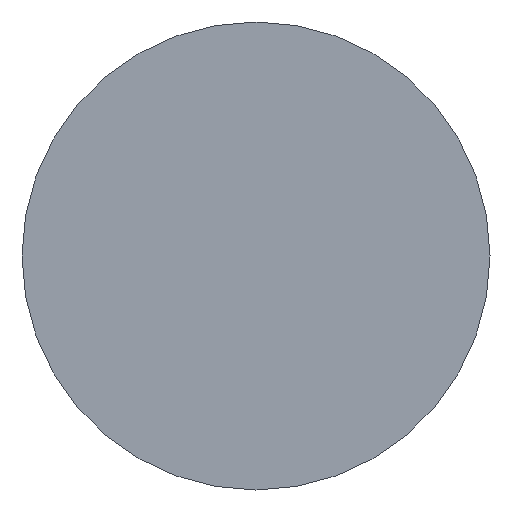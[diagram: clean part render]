
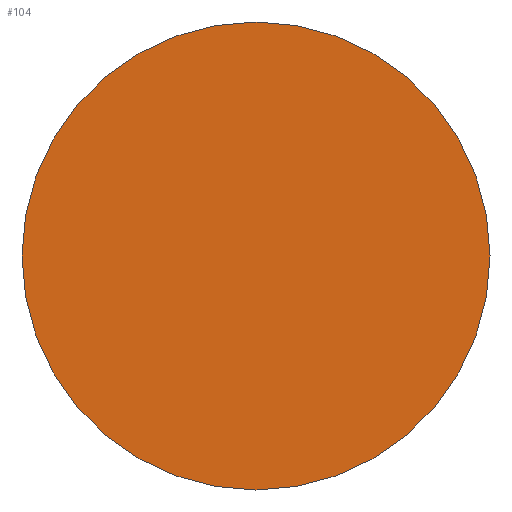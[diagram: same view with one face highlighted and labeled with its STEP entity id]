
A CAD part, left-side view. The second image highlights one B-rep face of the part: STEP entity #104.
In plain terms, the highlighted planar face has unit normal (-1, 0, 0).
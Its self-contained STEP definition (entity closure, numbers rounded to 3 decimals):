
#58 = VERTEX_POINT ( 'NONE', #3140 ) ;
#104 = ADVANCED_FACE ( 'NONE', ( #2342 ), #2707, .F. ) ;
#414 = EDGE_CURVE ( 'NONE', #2831, #58, #1145, .T. ) ;
#523 = AXIS2_PLACEMENT_3D ( 'NONE', #3012, #3557, #1349 ) ;
#632 = CARTESIAN_POINT ( 'NONE',  ( -8.5, 5.6, -5.6 ) ) ;
#957 = AXIS2_PLACEMENT_3D ( 'NONE', #1055, #1329, #1369 ) ;
#962 = CARTESIAN_POINT ( 'NONE',  ( -8.5, 5.6, 0. ) ) ;
#1055 = CARTESIAN_POINT ( 'NONE',  ( -8.5, 5.6, 0. ) ) ;
#1145 = CIRCLE ( 'NONE', #2355, 5.6 ) ;
#1329 = DIRECTION ( 'NONE',  ( 1., 0., 0. ) ) ;
#1349 = DIRECTION ( 'NONE',  ( 0., 0., -1. ) ) ;
#1369 = DIRECTION ( 'NONE',  ( 0., 0., -1. ) ) ;
#1417 = ORIENTED_EDGE ( 'NONE', *, *, #414, .F. ) ;
#1887 = EDGE_CURVE ( 'NONE', #58, #2831, #2659, .T. ) ;
#2342 = FACE_OUTER_BOUND ( 'NONE', #3072, .T. ) ;
#2355 = AXIS2_PLACEMENT_3D ( 'NONE', #962, #2653, #3200 ) ;
#2479 = ORIENTED_EDGE ( 'NONE', *, *, #1887, .F. ) ;
#2653 = DIRECTION ( 'NONE',  ( 1., 0., 0. ) ) ;
#2659 = CIRCLE ( 'NONE', #523, 5.6 ) ;
#2707 = PLANE ( 'NONE',  #957 ) ;
#2831 = VERTEX_POINT ( 'NONE', #632 ) ;
#3012 = CARTESIAN_POINT ( 'NONE',  ( -8.5, 5.6, 0. ) ) ;
#3072 = EDGE_LOOP ( 'NONE', ( #2479, #1417 ) ) ;
#3140 = CARTESIAN_POINT ( 'NONE',  ( -8.5, 5.6, 5.6 ) ) ;
#3200 = DIRECTION ( 'NONE',  ( 0., 0., -1. ) ) ;
#3557 = DIRECTION ( 'NONE',  ( 1., 0., 0. ) ) ;
